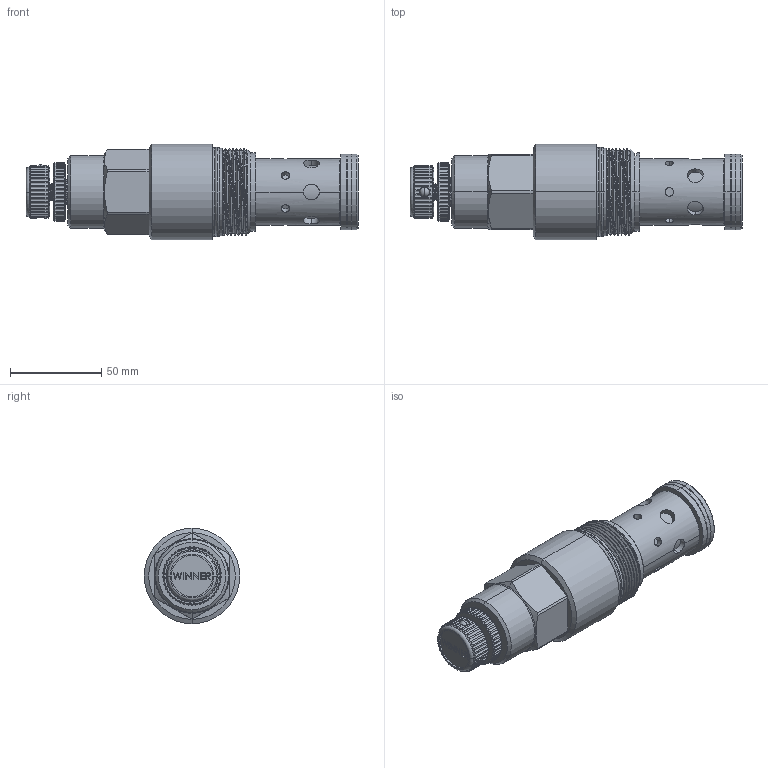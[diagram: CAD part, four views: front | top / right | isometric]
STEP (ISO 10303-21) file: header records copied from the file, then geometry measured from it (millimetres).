
FILE_DESCRIPTION (( 'STEP AP203' ), '1' );
FILE_NAME ('RD18A25-K.STEP', '2021-07-05T07:02:54', ( '' ), ( '' ), 'SwSTEP 2.0', 'SolidWorks 2018', '' );
FILE_SCHEMA (( 'CONFIG_CONTROL_DESIGN' ));
Length unit declared in the file: millimetre
Products named in the file (1): RD18A25-K
Bounding box: 182.4 x 52.37 x 52.37 mm (x, y, z)
Volume: 248363.8 mm3; surface area: 36009 mm2
Topology: 2 solids, 2 shells, 518 faces, 1381 edges, 905 vertices
Faces by surface type: cylinder 339, plane 113, cone 40, bspline 14, torus 10, sphere 2
Entity records: 27824 total; most frequent: CARTESIAN_POINT 15422, ORIENTED_EDGE 2762, DIRECTION 2333, EDGE_CURVE 1381, VERTEX_POINT 905, AXIS2_PLACEMENT_3D 870, LINE 593, VECTOR 593
